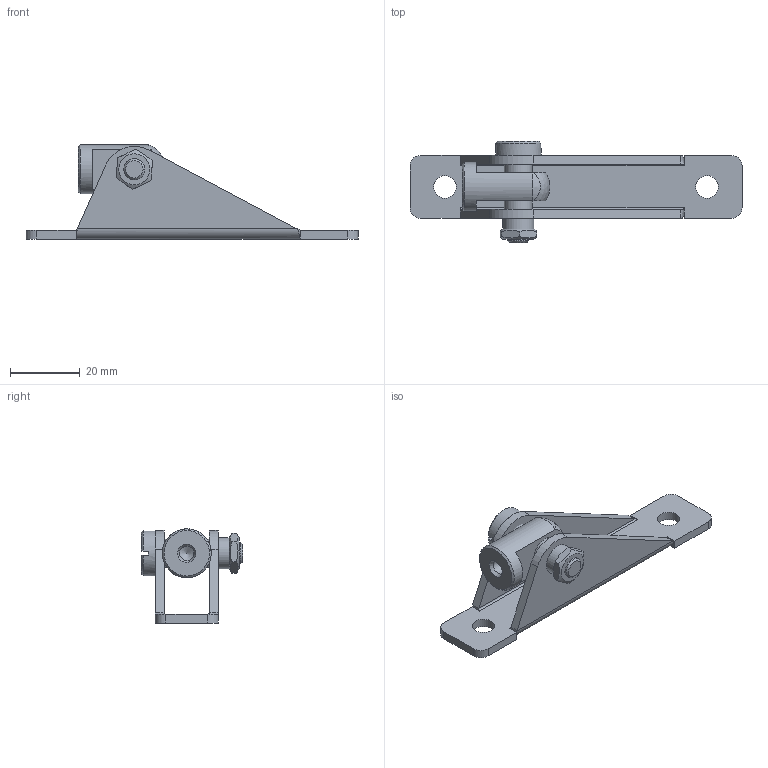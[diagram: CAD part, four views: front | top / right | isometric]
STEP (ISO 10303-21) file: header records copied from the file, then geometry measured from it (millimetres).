
FILE_DESCRIPTION(('FreeCAD Model'),'2;1');
FILE_NAME('Eye 6mm 8mm thick and bearing shoe 6mm rod.stp','2018-06-21T14:01:50',('Author'),(''), 'Open CASCADE STEP processor 6.8','FreeCAD','Unknown');
FILE_SCHEMA(('AUTOMOTIVE_DESIGN_CC2 { 1 2 10303 214 -1 1 5 4 }'));
Length unit declared in the file: millimetre
Products named in the file (4): BC04; BC005; BC006; Screw_eye_milled_M5-D8
Bounding box: 95 x 29 x 27 mm (x, y, z)
Volume: 12018.8 mm3; surface area: 10133.2 mm2
Topology: 4 solids, 4 shells, 90 faces, 219 edges, 139 vertices
Faces by surface type: plane 49, cylinder 22, cone 12, bspline 6, sphere 1
Full cylindrical faces by diameter (mm): 4.134 x1, 4.917 x1, 6 x1, 6.3 x2, 6.5 x2, 8 x1, 8.1 x1, 8.9 x1, 13 x1, 14 x1
Entity records: 9033 total; most frequent: CARTESIAN_POINT 4917, DIRECTION 646, ORIENTED_EDGE 436, PCURVE 436, DEFINITIONAL_REPRESENTATION 436, LINE 332, VECTOR 332, EDGE_CURVE 218
